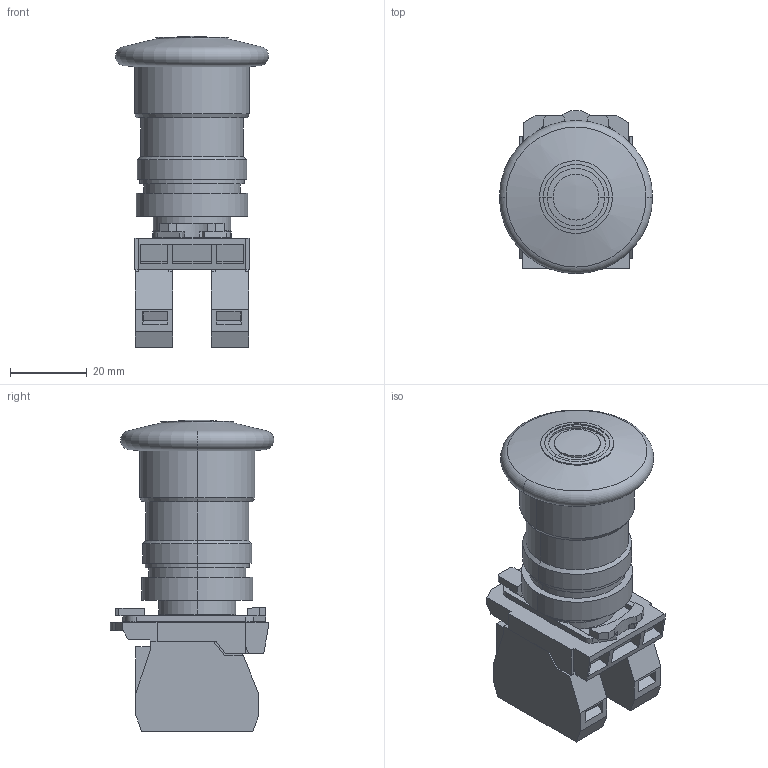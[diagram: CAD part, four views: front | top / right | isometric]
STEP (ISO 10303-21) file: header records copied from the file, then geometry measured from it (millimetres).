
FILE_DESCRIPTION((''),'2;1');
FILE_NAME('SB108851_3D-SOFTWARE_COLOUR','2013-09-16T',('SESA231906'),('Schneider-Electric'),'PRO/ENGINEER BY PARAMETRIC TECHNOLOGY CORPORATION, 2011410','PRO/ENGINEER BY PARAMETRIC TECHNOLOGY CORPORATION, 2011410','');
FILE_SCHEMA(('CONFIG_CONTROL_DESIGN'));
Length unit declared in the file: millimetre
Products named in the file (1): SB108851_3D-SOFTWARE_COLOUR
Bounding box: 39.99 x 42.73 x 81.2 mm (x, y, z)
Volume: 52626.3 mm3; surface area: 16062 mm2
Topology: 1 solids, 1 shells, 259 faces, 689 edges, 441 vertices
Faces by surface type: plane 196, cylinder 45, cone 14, torus 2, sphere 2
Entity records: 8616 total; most frequent: CARTESIAN_POINT 2070, ORIENTED_EDGE 1378, DIRECTION 1302, EDGE_CURVE 689, VECTOR 560, LINE 560, VERTEX_POINT 441, AXIS2_PLACEMENT_3D 371
